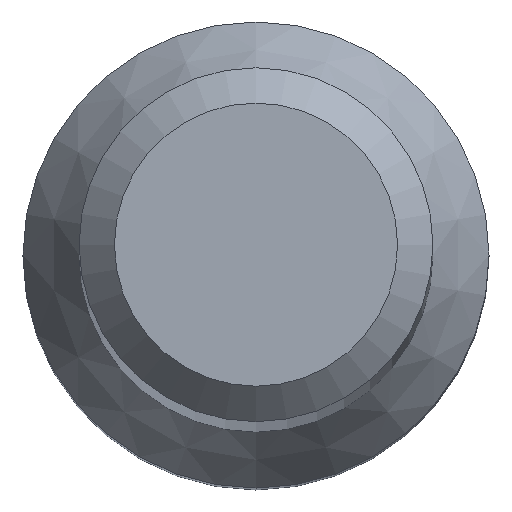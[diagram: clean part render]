
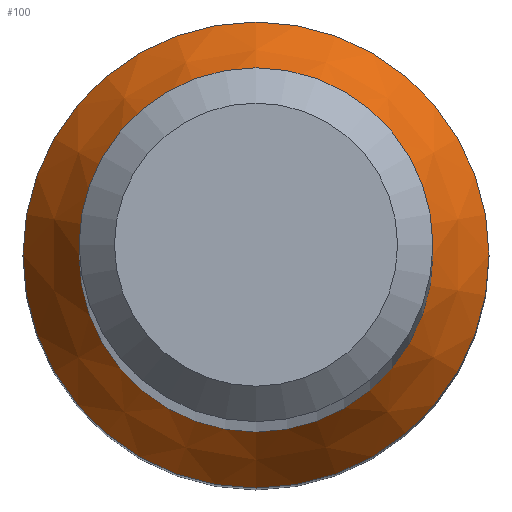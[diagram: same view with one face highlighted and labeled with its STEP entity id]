
A CAD part, top view. The second image highlights one B-rep face of the part: STEP entity #100.
In plain terms, the highlighted conical face has half-angle 30 degrees and reference radius 2.634 mm.
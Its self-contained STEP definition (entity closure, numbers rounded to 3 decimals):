
#1 = CIRCLE ( 'NONE', #38, 2. ) ;
#3 = DIRECTION ( 'NONE',  ( 0., 1., 0. ) ) ;
#7 = ORIENTED_EDGE ( 'NONE', *, *, #214, .F. ) ;
#14 = CARTESIAN_POINT ( 'NONE',  ( 0., 2.634, 12.894 ) ) ;
#19 = ORIENTED_EDGE ( 'NONE', *, *, #157, .T. ) ;
#24 = FACE_BOUND ( 'NONE', #202, .T. ) ;
#37 = CONICAL_SURFACE ( 'NONE', #179, 2.634, 0.524 ) ;
#38 = AXIS2_PLACEMENT_3D ( 'NONE', #236, #49, #52 ) ;
#49 = DIRECTION ( 'NONE',  ( 0., 0., -1. ) ) ;
#52 = DIRECTION ( 'NONE',  ( 0., 1., 0. ) ) ;
#90 = FACE_OUTER_BOUND ( 'NONE', #156, .T. ) ;
#94 = CARTESIAN_POINT ( 'NONE',  ( 0., 0., 12.894 ) ) ;
#99 = CIRCLE ( 'NONE', #115, 2.634 ) ;
#100 = ADVANCED_FACE ( 'NONE', ( #24, #90 ), #37, .T. ) ;
#115 = AXIS2_PLACEMENT_3D ( 'NONE', #94, #240, #3 ) ;
#132 = CARTESIAN_POINT ( 'NONE',  ( 0., 2., 13.992 ) ) ;
#156 = EDGE_LOOP ( 'NONE', ( #7 ) ) ;
#157 = EDGE_CURVE ( 'NONE', #207, #207, #1, .T. ) ;
#163 = DIRECTION ( 'NONE',  ( 0., 0., -1. ) ) ;
#179 = AXIS2_PLACEMENT_3D ( 'NONE', #182, #163, #219 ) ;
#182 = CARTESIAN_POINT ( 'NONE',  ( 0., 0., 12.894 ) ) ;
#189 = VERTEX_POINT ( 'NONE', #14 ) ;
#202 = EDGE_LOOP ( 'NONE', ( #19 ) ) ;
#207 = VERTEX_POINT ( 'NONE', #132 ) ;
#214 = EDGE_CURVE ( 'NONE', #189, #189, #99, .T. ) ;
#219 = DIRECTION ( 'NONE',  ( 0., 1., 0. ) ) ;
#236 = CARTESIAN_POINT ( 'NONE',  ( 0., 0., 13.992 ) ) ;
#240 = DIRECTION ( 'NONE',  ( 0., 0., -1. ) ) ;
